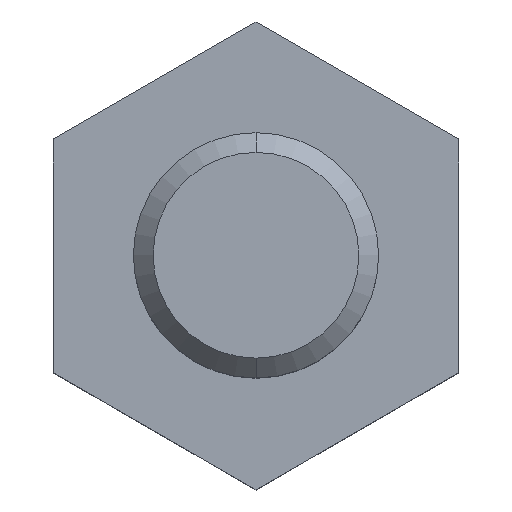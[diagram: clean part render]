
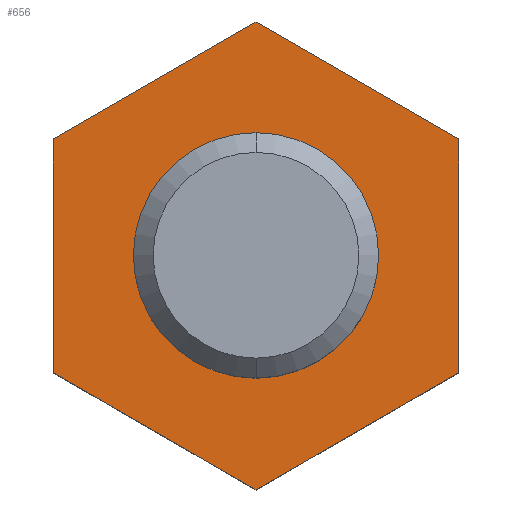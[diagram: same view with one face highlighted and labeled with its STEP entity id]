
A CAD part, top view. The second image highlights one B-rep face of the part: STEP entity #656.
In plain terms, the highlighted planar face has unit normal (0, 0, 1).
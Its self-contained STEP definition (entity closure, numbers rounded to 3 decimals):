
#267=CARTESIAN_POINT('',(0.,0.,8.));
#268=DIRECTION('',(0.,0.,1.));
#269=DIRECTION('',(0.,1.,0.));
#270=AXIS2_PLACEMENT_3D('',#267,#268,#269);
#275=CARTESIAN_POINT('',(0.,0.,8.));
#276=DIRECTION('',(0.,0.,-1.));
#277=DIRECTION('',(0.,1.,0.));
#278=AXIS2_PLACEMENT_3D('',#275,#276,#277);
#283=DIRECTION('',(-0.866,-0.5,0.));
#284=VECTOR('',#283,7.506);
#285=CARTESIAN_POINT('',(0.,7.506,8.));
#286=LINE('',#285,#284);
#305=DIRECTION('',(0.,-1.,0.));
#306=VECTOR('',#305,7.506);
#307=CARTESIAN_POINT('',(-6.5,3.753,8.));
#308=LINE('',#307,#306);
#327=DIRECTION('',(0.866,-0.5,0.));
#328=VECTOR('',#327,7.506);
#329=CARTESIAN_POINT('',(-6.5,-3.753,8.));
#330=LINE('',#329,#328);
#349=DIRECTION('',(0.866,0.5,0.));
#350=VECTOR('',#349,7.506);
#351=CARTESIAN_POINT('',(0.,-7.506,8.));
#352=LINE('',#351,#350);
#371=DIRECTION('',(0.,1.,0.));
#372=VECTOR('',#371,7.506);
#373=CARTESIAN_POINT('',(6.5,-3.753,8.));
#374=LINE('',#373,#372);
#393=DIRECTION('',(-0.866,0.5,0.));
#394=VECTOR('',#393,7.506);
#395=CARTESIAN_POINT('',(6.5,3.753,8.));
#396=LINE('',#395,#394);
#439=CARTESIAN_POINT('',(0.,3.683,8.));
#440=VERTEX_POINT('',#439);
#449=CARTESIAN_POINT('',(0.,-3.683,8.));
#450=VERTEX_POINT('',#449);
#455=CARTESIAN_POINT('',(0.,7.506,8.));
#456=CARTESIAN_POINT('',(-6.5,3.753,8.));
#457=VERTEX_POINT('',#455);
#458=VERTEX_POINT('',#456);
#459=CARTESIAN_POINT('',(-6.5,-3.753,8.));
#460=VERTEX_POINT('',#459);
#461=CARTESIAN_POINT('',(0.,-7.506,8.));
#462=VERTEX_POINT('',#461);
#463=CARTESIAN_POINT('',(6.5,-3.753,8.));
#464=VERTEX_POINT('',#463);
#465=CARTESIAN_POINT('',(6.5,3.753,8.));
#466=VERTEX_POINT('',#465);
#633=CARTESIAN_POINT('',(0.,0.,8.));
#634=DIRECTION('',(0.,0.,-1.));
#635=DIRECTION('',(0.,-1.,0.));
#636=AXIS2_PLACEMENT_3D('',#633,#634,#635);
#637=PLANE('',#636);
#639=ORIENTED_EDGE('',*,*,#638,.F.);
#641=ORIENTED_EDGE('',*,*,#640,.F.);
#643=ORIENTED_EDGE('',*,*,#642,.F.);
#645=ORIENTED_EDGE('',*,*,#644,.F.);
#647=ORIENTED_EDGE('',*,*,#646,.F.);
#649=ORIENTED_EDGE('',*,*,#648,.F.);
#650=EDGE_LOOP('',(#639,#641,#643,#645,#647,#649));
#651=FACE_OUTER_BOUND('',#650,.F.);
#652=ORIENTED_EDGE('',*,*,#628,.T.);
#653=ORIENTED_EDGE('',*,*,#612,.F.);
#654=EDGE_LOOP('',(#652,#653));
#655=FACE_BOUND('',#654,.F.);
#656=ADVANCED_FACE('',(#651,#655),#637,.F.);
#271=CIRCLE('',#270,3.683);
#279=CIRCLE('',#278,3.683);
#612=EDGE_CURVE('',#440,#450,#279,.T.);
#628=EDGE_CURVE('',#440,#450,#271,.T.);
#638=EDGE_CURVE('',#457,#458,#286,.T.);
#640=EDGE_CURVE('',#466,#457,#396,.T.);
#642=EDGE_CURVE('',#464,#466,#374,.T.);
#644=EDGE_CURVE('',#462,#464,#352,.T.);
#646=EDGE_CURVE('',#460,#462,#330,.T.);
#648=EDGE_CURVE('',#458,#460,#308,.T.);
